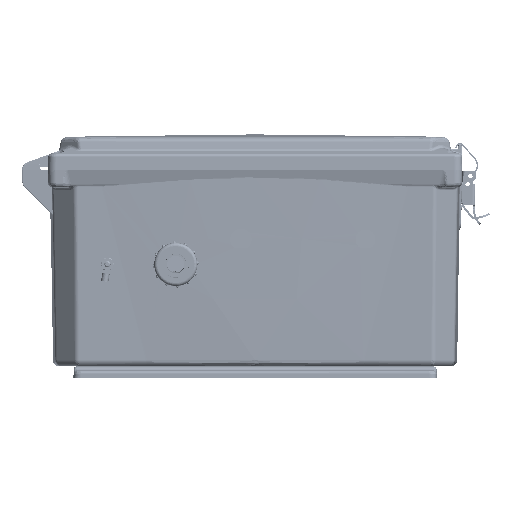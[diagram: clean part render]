
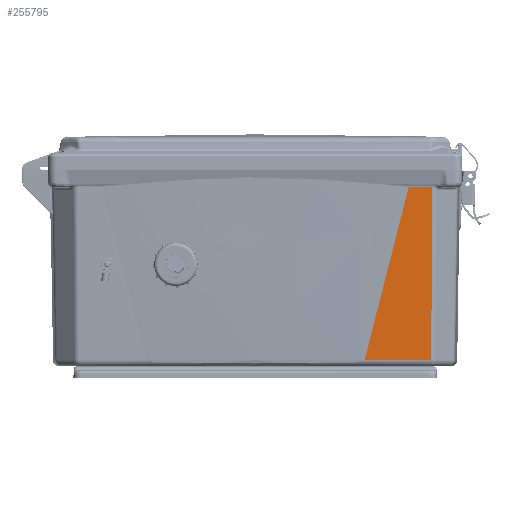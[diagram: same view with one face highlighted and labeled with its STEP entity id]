
A CAD part, front view. The second image highlights one B-rep face of the part: STEP entity #255795.
In plain terms, the highlighted face is planar.
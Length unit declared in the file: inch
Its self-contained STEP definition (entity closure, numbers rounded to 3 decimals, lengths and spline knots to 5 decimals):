
#2024 = CARTESIAN_POINT ( 'NONE',  ( -5.77332, -7.06423, -3.32044 ) ) ;
#2214 = EDGE_CURVE ( 'NONE', #191094, #103840, #180718, .T. ) ;
#25727 = DIRECTION ( 'NONE',  ( 1., -0.017, -0.007 ) ) ;
#49008 = ORIENTED_EDGE ( 'NONE', *, *, #2214, .T. ) ;
#63202 = ORIENTED_EDGE ( 'NONE', *, *, #151841, .F. ) ;
#71426 = VERTEX_POINT ( 'NONE', #276180 ) ;
#80060 = VECTOR ( 'NONE', #205516, 39.37008 ) ;
#84609 = VECTOR ( 'NONE', #25727, 39.37008 ) ;
#103840 = VERTEX_POINT ( 'NONE', #114692 ) ;
#104255 = CARTESIAN_POINT ( 'NONE',  ( 0., -7.165, 6.74752 ) ) ;
#113179 = FACE_OUTER_BOUND ( 'NONE', #186754, .T. ) ;
#114692 = CARTESIAN_POINT ( 'NONE',  ( -0.50592, -7.15617, -4.66613 ) ) ;
#122228 = VECTOR ( 'NONE', #148004, 39.37008 ) ;
#127725 = DIRECTION ( 'NONE',  ( 1., -0.017, 0. ) ) ;
#132745 = EDGE_CURVE ( 'NONE', #71426, #191094, #223453, .T. ) ;
#138084 = EDGE_CURVE ( 'NONE', #103840, #229547, #286449, .T. ) ;
#142190 = LINE ( 'NONE', #253465, #80060 ) ;
#148004 = DIRECTION ( 'NONE',  ( 0., 0., 1. ) ) ;
#151841 = EDGE_CURVE ( 'NONE', #71426, #229547, #142190, .T. ) ;
#165780 = ORIENTED_EDGE ( 'NONE', *, *, #138084, .T. ) ;
#170596 = ORIENTED_EDGE ( 'NONE', *, *, #132745, .T. ) ;
#180718 = LINE ( 'NONE', #239849, #122228 ) ;
#186754 = EDGE_LOOP ( 'NONE', ( #170596, #49008, #165780, #63202 ) ) ;
#191094 = VERTEX_POINT ( 'NONE', #281728 ) ;
#199480 = AXIS2_PLACEMENT_3D ( 'NONE', #104255, #267579, #127725 ) ;
#205516 = DIRECTION ( 'NONE',  ( 0., 0., 1. ) ) ;
#217564 = PLANE ( 'NONE',  #199480 ) ;
#223453 = LINE ( 'NONE', #262408, #84609 ) ;
#229547 = VERTEX_POINT ( 'NONE', #2024 ) ;
#239849 = CARTESIAN_POINT ( 'NONE',  ( -0.50592, -7.15617, 6.74752 ) ) ;
#253465 = CARTESIAN_POINT ( 'NONE',  ( -5.77332, -7.06423, 10.7888 ) ) ;
#255795 = ADVANCED_FACE ( 'NONE', ( #113179 ), #217564, .T. ) ;
#262408 = CARTESIAN_POINT ( 'NONE',  ( -5.77332, -7.06423, -5.34143 ) ) ;
#267579 = DIRECTION ( 'NONE',  ( -0.017, -1., 0. ) ) ;
#271396 = CARTESIAN_POINT ( 'NONE',  ( -4.31354, -7.08971, -3.69265 ) ) ;
#272435 = CARTESIAN_POINT ( 'NONE',  ( -2.55774, -7.12035, -4.14121 ) ) ;
#276180 = CARTESIAN_POINT ( 'NONE',  ( -5.77332, -7.06423, -5.34143 ) ) ;
#281728 = CARTESIAN_POINT ( 'NONE',  ( -0.50592, -7.15617, -5.37952 ) ) ;
#286449 = B_SPLINE_CURVE_WITH_KNOTS ( 'NONE', 3,
 ( #296034, #272435, #271396, #294000 ),
 .UNSPECIFIED., .F., .F.,
 ( 4, 4 ),
 ( 0., 1. ),
 .UNSPECIFIED. ) ;
#294000 = CARTESIAN_POINT ( 'NONE',  ( -5.77332, -7.06423, -3.32044 ) ) ;
#296034 = CARTESIAN_POINT ( 'NONE',  ( -0.50592, -7.15617, -4.66613 ) ) ;
